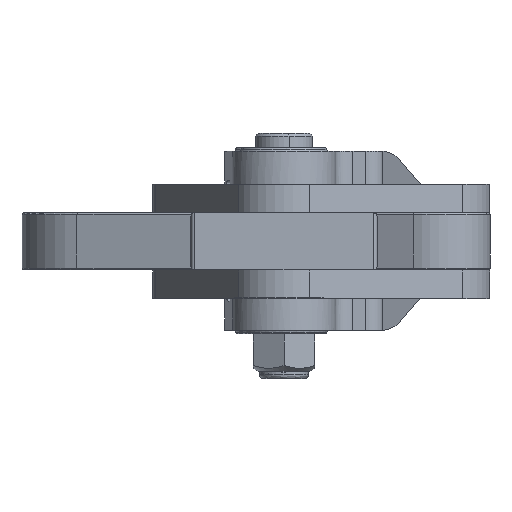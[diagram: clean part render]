
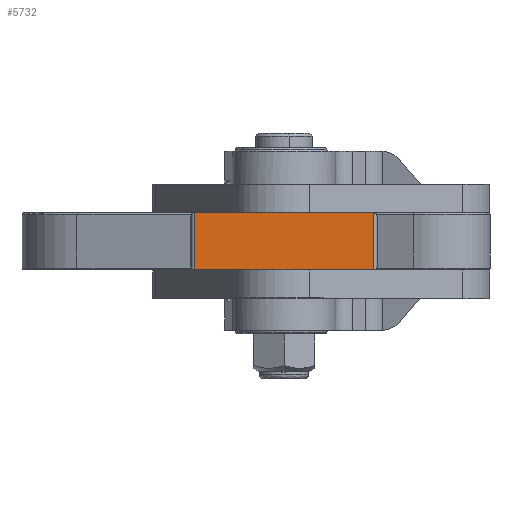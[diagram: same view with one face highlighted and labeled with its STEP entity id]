
A CAD part, front view. The second image highlights one B-rep face of the part: STEP entity #5732.
In plain terms, the highlighted planar face has unit normal (0, -1, 0).
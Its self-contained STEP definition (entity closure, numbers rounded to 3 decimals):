
#1176 = CARTESIAN_POINT ( 'NONE',  ( 0., 0., 0. ) ) ;
#2191 = CARTESIAN_POINT ( 'NONE',  ( 25., 0., 16. ) ) ;
#2445 = AXIS2_PLACEMENT_3D ( 'NONE', #3287, #9013, #48840 ) ;
#3214 = EDGE_CURVE ( 'NONE', #9398, #45073, #32645, .T. ) ;
#3287 = CARTESIAN_POINT ( 'NONE',  ( 0., 0., 16. ) ) ;
#5732 = ADVANCED_FACE ( 'NONE', ( #16275 ), #71435, .F. ) ;
#5892 = CARTESIAN_POINT ( 'NONE',  ( 0., 0., 16. ) ) ;
#6391 = VECTOR ( 'NONE', #31575, 1000. ) ;
#9013 = DIRECTION ( 'NONE',  ( 0., 1., 0. ) ) ;
#9398 = VERTEX_POINT ( 'NONE', #59047 ) ;
#12948 = ORIENTED_EDGE ( 'NONE', *, *, #3214, .T. ) ;
#13217 = DIRECTION ( 'NONE',  ( 0., 0., -1. ) ) ;
#14026 = EDGE_LOOP ( 'NONE', ( #49920, #12948, #33144, #62963 ) ) ;
#14717 = VERTEX_POINT ( 'NONE', #2191 ) ;
#15580 = LINE ( 'NONE', #1176, #44046 ) ;
#16275 = FACE_OUTER_BOUND ( 'NONE', #14026, .T. ) ;
#21574 = LINE ( 'NONE', #54202, #6391 ) ;
#31575 = DIRECTION ( 'NONE',  ( 0., 0., 1. ) ) ;
#32544 = CARTESIAN_POINT ( 'NONE',  ( 25., 0., 0. ) ) ;
#32645 = LINE ( 'NONE', #58721, #44170 ) ;
#33144 = ORIENTED_EDGE ( 'NONE', *, *, #65677, .T. ) ;
#33452 = EDGE_CURVE ( 'NONE', #45377, #14717, #21574, .T. ) ;
#44046 = VECTOR ( 'NONE', #63876, 1000. ) ;
#44170 = VECTOR ( 'NONE', #13217, 1000. ) ;
#45073 = VERTEX_POINT ( 'NONE', #64124 ) ;
#45377 = VERTEX_POINT ( 'NONE', #32544 ) ;
#48840 = DIRECTION ( 'NONE',  ( 0., 0., 1. ) ) ;
#49920 = ORIENTED_EDGE ( 'NONE', *, *, #67275, .F. ) ;
#51440 = DIRECTION ( 'NONE',  ( 1., 0., 0. ) ) ;
#54202 = CARTESIAN_POINT ( 'NONE',  ( 25., 0., 16. ) ) ;
#58721 = CARTESIAN_POINT ( 'NONE',  ( -25., 0., 16. ) ) ;
#59047 = CARTESIAN_POINT ( 'NONE',  ( -25., 0., 16. ) ) ;
#62963 = ORIENTED_EDGE ( 'NONE', *, *, #33452, .T. ) ;
#63876 = DIRECTION ( 'NONE',  ( 1., 0., 0. ) ) ;
#64124 = CARTESIAN_POINT ( 'NONE',  ( -25., 0., 0. ) ) ;
#65677 = EDGE_CURVE ( 'NONE', #45073, #45377, #15580, .T. ) ;
#67275 = EDGE_CURVE ( 'NONE', #9398, #14717, #69637, .T. ) ;
#67878 = VECTOR ( 'NONE', #51440, 1000. ) ;
#69637 = LINE ( 'NONE', #5892, #67878 ) ;
#71435 = PLANE ( 'NONE',  #2445 ) ;
